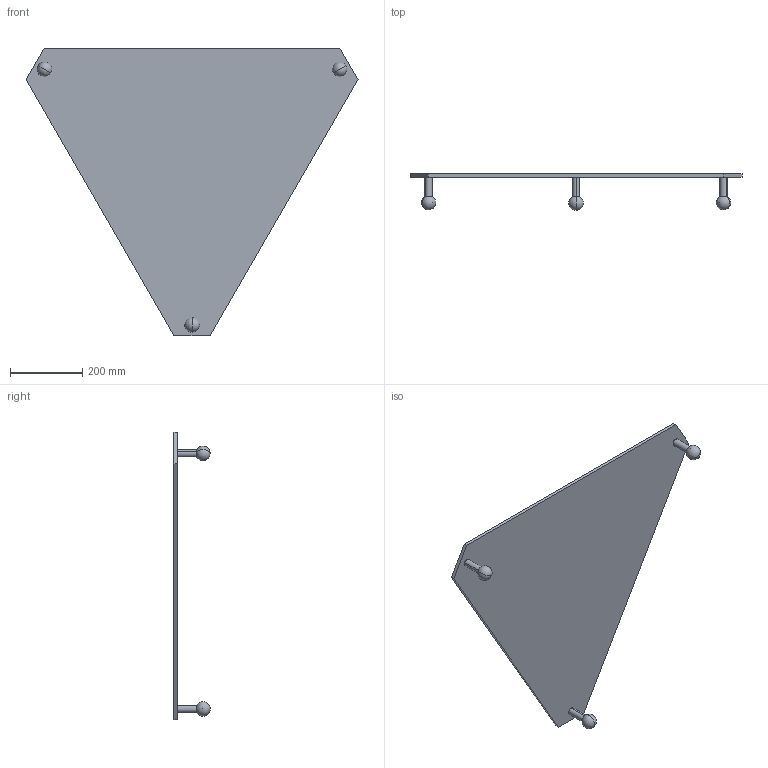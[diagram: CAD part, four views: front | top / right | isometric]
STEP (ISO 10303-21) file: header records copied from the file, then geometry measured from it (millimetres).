
FILE_DESCRIPTION (( 'STEP AP203' ), '1' );
FILE_NAME ('plataforma_soporte_Predeterminado_sldprt.STEP', '2021-01-06T19:06:26', ( '' ), ( '' ), 'SwSTEP 2.0', 'SolidWorks 2019', '' );
FILE_SCHEMA (( 'CONFIG_CONTROL_DESIGN' ));
Length unit declared in the file: millimetre
Products named in the file (1): plataforma_soporte_Predeterminado_sldprt
Bounding box: 916.03 x 100 x 793.3 mm (x, y, z)
Volume: 4489006.6 mm3; surface area: 918561.5 mm2
Topology: 1 solids, 1 shells, 20 faces, 57 edges, 36 vertices
Faces by surface type: plane 8, cylinder 6, sphere 6
Entity records: 617 total; most frequent: DIRECTION 102, CARTESIAN_POINT 90, ORIENTED_EDGE 84, EDGE_CURVE 42, AXIS2_PLACEMENT_3D 39, VERTEX_POINT 27, VECTOR 24, LINE 24
